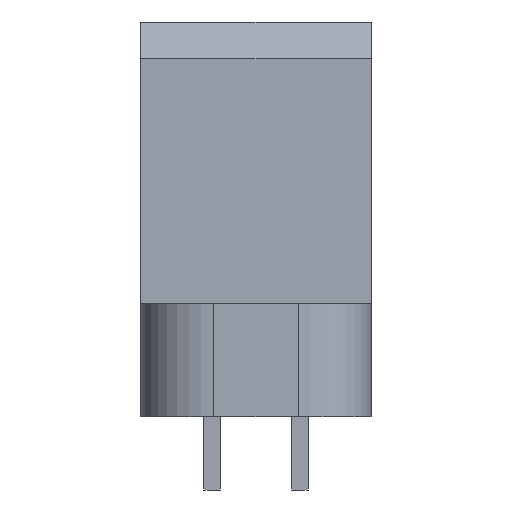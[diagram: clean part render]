
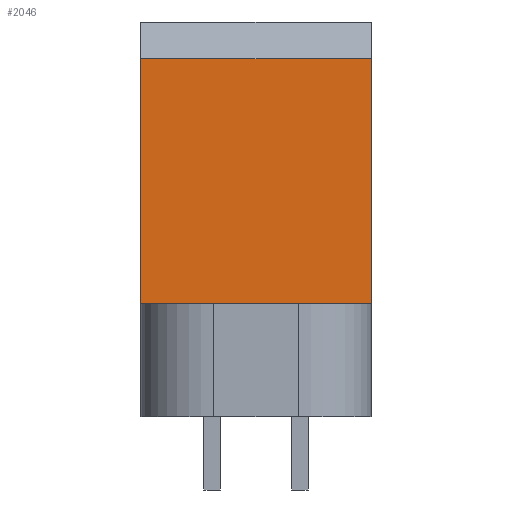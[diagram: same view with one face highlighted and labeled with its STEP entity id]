
A CAD part, front view. The second image highlights one B-rep face of the part: STEP entity #2046.
In plain terms, the highlighted planar face has unit normal (0, -1, 0).
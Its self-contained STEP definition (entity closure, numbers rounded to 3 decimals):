
#169=FACE_OUTER_BOUND('',#282,.T.);
#282=EDGE_LOOP('',(#1725,#1726,#1727,#1728));
#528=LINE('',#3316,#779);
#533=LINE('',#3334,#784);
#535=LINE('',#3338,#786);
#536=LINE('',#3339,#787);
#779=VECTOR('',#2608,10.);
#784=VECTOR('',#2627,10.);
#786=VECTOR('',#2631,10.);
#787=VECTOR('',#2632,10.);
#975=VERTEX_POINT('',#3313);
#976=VERTEX_POINT('',#3315);
#982=VERTEX_POINT('',#3332);
#983=VERTEX_POINT('',#3337);
#1244=EDGE_CURVE('',#975,#976,#528,.T.);
#1253=EDGE_CURVE('',#982,#975,#533,.T.);
#1255=EDGE_CURVE('',#983,#982,#535,.T.);
#1256=EDGE_CURVE('',#976,#983,#536,.T.);
#1725=ORIENTED_EDGE('',*,*,#1253,.F.);
#1726=ORIENTED_EDGE('',*,*,#1255,.F.);
#1727=ORIENTED_EDGE('',*,*,#1256,.F.);
#1728=ORIENTED_EDGE('',*,*,#1244,.F.);
#1915=PLANE('',#2178);
#2046=ADVANCED_FACE('',(#169),#1915,.T.);
#2178=AXIS2_PLACEMENT_3D('',#3336,#2629,#2630);
#2608=DIRECTION('',(0.,0.,-1.));
#2627=DIRECTION('',(1.,0.,0.));
#2629=DIRECTION('center_axis',(0.,-1.,0.));
#2630=DIRECTION('ref_axis',(0.,0.,-1.));
#2631=DIRECTION('',(0.,0.,1.));
#2632=DIRECTION('',(-1.,0.,0.));
#3313=CARTESIAN_POINT('',(3.15,-5.95,9.8));
#3315=CARTESIAN_POINT('',(3.15,-5.95,3.1));
#3316=CARTESIAN_POINT('',(3.15,-5.95,3.1));
#3332=CARTESIAN_POINT('',(-3.15,-5.95,9.8));
#3334=CARTESIAN_POINT('',(0.,-5.95,9.8));
#3336=CARTESIAN_POINT('Origin',(0.,-5.95,10.8));
#3337=CARTESIAN_POINT('',(-3.15,-5.95,3.1));
#3338=CARTESIAN_POINT('',(-3.15,-5.95,3.1));
#3339=CARTESIAN_POINT('',(0.,-5.95,3.1));
